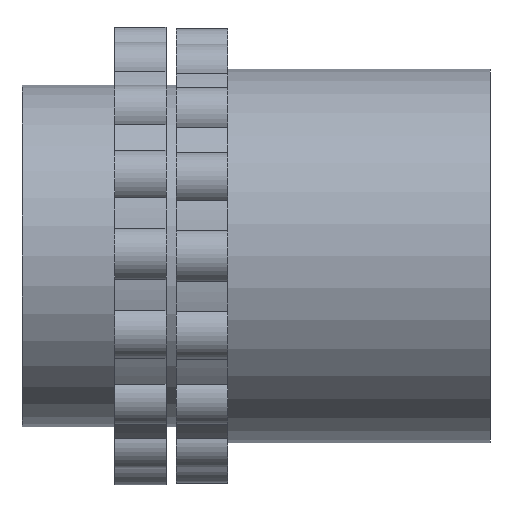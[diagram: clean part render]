
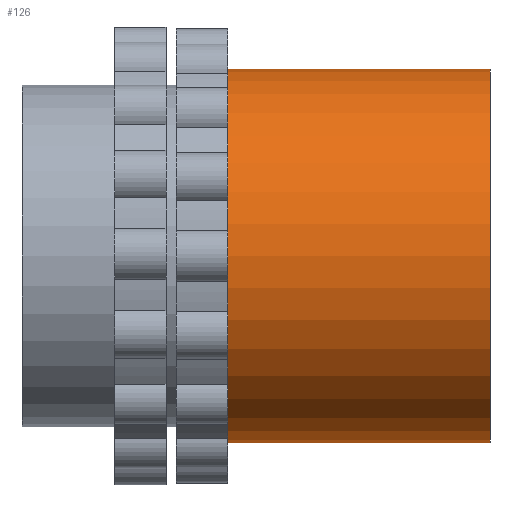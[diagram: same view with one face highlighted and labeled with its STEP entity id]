
A CAD part, front view. The second image highlights one B-rep face of the part: STEP entity #126.
In plain terms, the highlighted cylindrical face has radius 18.15 mm (diameter 36.3 mm), a full revolution.
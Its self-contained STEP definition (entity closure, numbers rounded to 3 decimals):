
#126=ADVANCED_FACE('',(#2501,#2503),#2505,.T.);
#2501=FACE_OUTER_BOUND('',#2502,.T.);
#2502=EDGE_LOOP('',(#3105));
#2503=FACE_OUTER_BOUND('',#2504,.T.);
#2504=EDGE_LOOP('',(#3106));
#2505=CYLINDRICAL_SURFACE('',#2506,18.15);
#2506=AXIS2_PLACEMENT_3D('',#2507,#2508,#2509);
#2507=CARTESIAN_POINT('',(45.5,0.,0.));
#2508=DIRECTION('',(-1.,0.,0.));
#2509=DIRECTION('',(0.,0.,1.));
#3105=ORIENTED_EDGE('',*,*,#3551,.T.);
#3106=ORIENTED_EDGE('',*,*,#3557,.F.);
#3551=EDGE_CURVE('',#3799,#3799,#3800,.T.);
#3557=EDGE_CURVE('',#3811,#3811,#3812,.T.);
#3799=VERTEX_POINT('',#5006);
#3800=CIRCLE('',#5007,18.15);
#3811=VERTEX_POINT('',#5036);
#3812=CIRCLE('',#5037,18.15);
#5006=CARTESIAN_POINT('',(45.5,0.,18.15));
#5007=AXIS2_PLACEMENT_3D('',#5008,#5009,#5010);
#5008=CARTESIAN_POINT('',(45.5,0.,0.));
#5009=DIRECTION('',(-1.,0.,0.));
#5010=DIRECTION('',(0.,0.,1.));
#5036=CARTESIAN_POINT('',(20.,0.,18.15));
#5037=AXIS2_PLACEMENT_3D('',#5038,#5039,#5040);
#5038=CARTESIAN_POINT('',(20.,0.,0.));
#5039=DIRECTION('',(-1.,0.,0.));
#5040=DIRECTION('',(0.,0.,1.));
